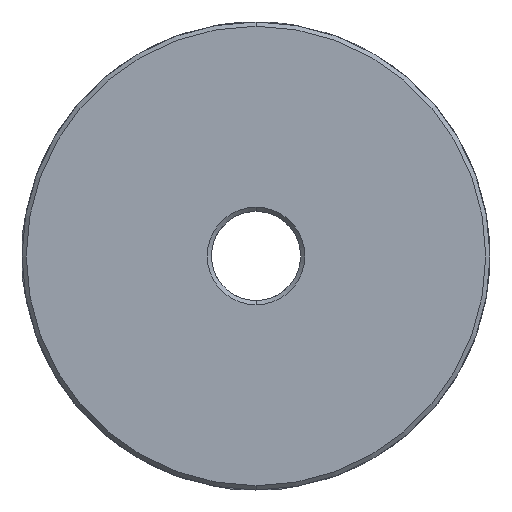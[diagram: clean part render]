
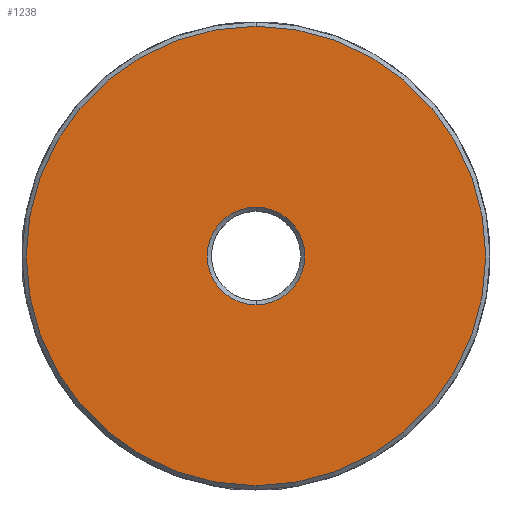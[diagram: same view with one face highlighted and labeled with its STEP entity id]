
A CAD part, left-side view. The second image highlights one B-rep face of the part: STEP entity #1238.
In plain terms, the highlighted planar face has unit normal (-1, 0, 0).
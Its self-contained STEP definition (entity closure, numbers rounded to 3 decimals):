
#403 = EDGE_CURVE ( 'NONE', #3379, #3378, #4411, .T. ) ;
#431 = EDGE_CURVE ( 'NONE', #3376, #3377, #4453, .T. ) ;
#519 = EDGE_LOOP ( 'NONE', ( #1806, #1807 ) ) ;
#522 = EDGE_LOOP ( 'NONE', ( #1808, #1809 ) ) ;
#1238 = ADVANCED_FACE ( 'NONE', ( #6290, #6293 ), #5896, .T. ) ;
#1423 = EDGE_CURVE ( 'NONE', #3377, #3376, #8404, .T. ) ;
#1425 = EDGE_CURVE ( 'NONE', #3378, #3379, #8407, .T. ) ;
#1806 = ORIENTED_EDGE ( 'NONE', *, *, #431, .F. ) ;
#1807 = ORIENTED_EDGE ( 'NONE', *, *, #1423, .F. ) ;
#1808 = ORIENTED_EDGE ( 'NONE', *, *, #1425, .F. ) ;
#1809 = ORIENTED_EDGE ( 'NONE', *, *, #403, .F. ) ;
#3376 = VERTEX_POINT ( 'NONE', #10660 ) ;
#3377 = VERTEX_POINT ( 'NONE', #10633 ) ;
#3378 = VERTEX_POINT ( 'NONE', #10661 ) ;
#3379 = VERTEX_POINT ( 'NONE', #10662 ) ;
#4102 = AXIS2_PLACEMENT_3D ( 'NONE', #4947, #4948, #4949 ) ;
#4116 = AXIS2_PLACEMENT_3D ( 'NONE', #5020, #5022, #5023 ) ;
#4214 = AXIS2_PLACEMENT_3D ( 'NONE', #5895, #5898, #5899 ) ;
#4411 = CIRCLE ( 'NONE', #4102, 4.381 ) ;
#4453 = CIRCLE ( 'NONE', #4116, 20.619 ) ;
#4947 = CARTESIAN_POINT ( 'NONE',  ( -33., 0., 0. ) ) ;
#4948 = DIRECTION ( 'NONE',  ( -1., 0., 0. ) ) ;
#4949 = DIRECTION ( 'NONE',  ( 0., 0., -1. ) ) ;
#5020 = CARTESIAN_POINT ( 'NONE',  ( -33., 0., 0. ) ) ;
#5022 = DIRECTION ( 'NONE',  ( 1., 0., 0. ) ) ;
#5023 = DIRECTION ( 'NONE',  ( 0., 0., -1. ) ) ;
#5895 = CARTESIAN_POINT ( 'NONE',  ( -33., 0., 0. ) ) ;
#5896 = PLANE ( 'NONE',  #4214 ) ;
#5898 = DIRECTION ( 'NONE',  ( -1., 0., 0. ) ) ;
#5899 = DIRECTION ( 'NONE',  ( 0., 0., -1. ) ) ;
#6290 = FACE_OUTER_BOUND ( 'NONE', #519, .T. ) ;
#6293 = FACE_BOUND ( 'NONE', #522, .T. ) ;
#7349 = AXIS2_PLACEMENT_3D ( 'NONE', #7846, #7847, #7848 ) ;
#7350 = AXIS2_PLACEMENT_3D ( 'NONE', #7852, #7853, #7854 ) ;
#7846 = CARTESIAN_POINT ( 'NONE',  ( -33., 0., 0. ) ) ;
#7847 = DIRECTION ( 'NONE',  ( 1., 0., 0. ) ) ;
#7848 = DIRECTION ( 'NONE',  ( 0., 0., -1. ) ) ;
#7852 = CARTESIAN_POINT ( 'NONE',  ( -33., 0., 0. ) ) ;
#7853 = DIRECTION ( 'NONE',  ( -1., 0., 0. ) ) ;
#7854 = DIRECTION ( 'NONE',  ( 0., 0., -1. ) ) ;
#8404 = CIRCLE ( 'NONE', #7349, 20.619 ) ;
#8407 = CIRCLE ( 'NONE', #7350, 4.381 ) ;
#10633 = CARTESIAN_POINT ( 'NONE',  ( -33., 0., -20.619 ) ) ;
#10660 = CARTESIAN_POINT ( 'NONE',  ( -33., 0., 20.619 ) ) ;
#10661 = CARTESIAN_POINT ( 'NONE',  ( -33., 0., -4.381 ) ) ;
#10662 = CARTESIAN_POINT ( 'NONE',  ( -33., 0., 4.381 ) ) ;
